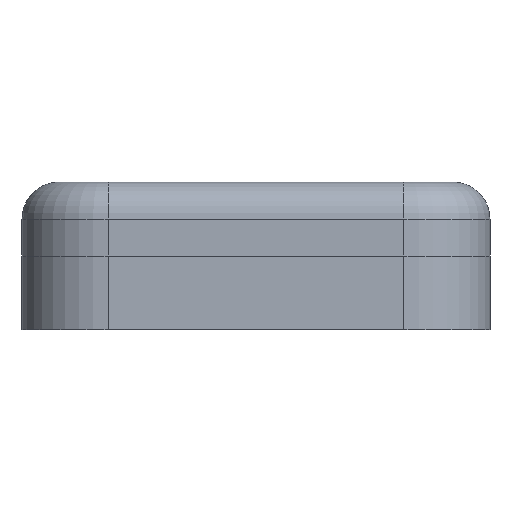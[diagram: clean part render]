
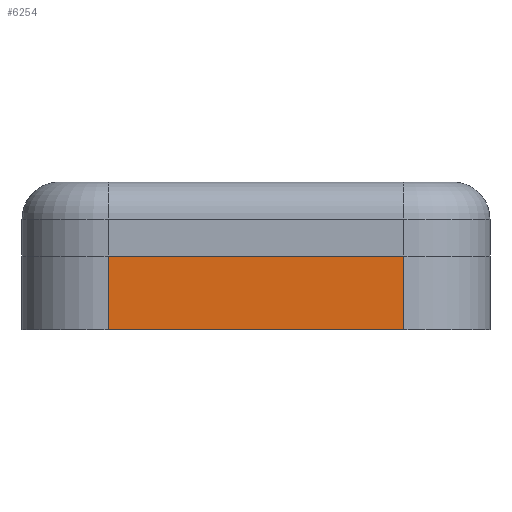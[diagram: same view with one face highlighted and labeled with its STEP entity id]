
A CAD part, front view. The second image highlights one B-rep face of the part: STEP entity #6254.
In plain terms, the highlighted planar face has unit normal (0, -1, 0).
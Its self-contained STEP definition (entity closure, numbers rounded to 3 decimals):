
#836 = PLANE('',#837);
#837 = AXIS2_PLACEMENT_3D('',#838,#839,#840);
#838 = CARTESIAN_POINT('',(1.,0.,0.));
#839 = DIRECTION('',(-0.,-0.,-1.));
#840 = DIRECTION('',(-1.,0.,0.));
#2913 = VERTEX_POINT('',#2914);
#2914 = CARTESIAN_POINT('',(13.,-42.,0.));
#2929 = CYLINDRICAL_SURFACE('',#2930,7.);
#2930 = AXIS2_PLACEMENT_3D('',#2931,#2932,#2933);
#2931 = CARTESIAN_POINT('',(13.,-35.,0.));
#2932 = DIRECTION('',(0.,0.,1.));
#2933 = DIRECTION('',(1.,0.,0.));
#2941 = EDGE_CURVE('',#2942,#2913,#2944,.T.);
#2942 = VERTEX_POINT('',#2943);
#2943 = CARTESIAN_POINT('',(-11.,-42.,0.));
#2944 = SURFACE_CURVE('',#2945,(#2949,#2956),.PCURVE_S1.);
#2945 = LINE('',#2946,#2947);
#2946 = CARTESIAN_POINT('',(-18.,-42.,0.));
#2947 = VECTOR('',#2948,1.);
#2948 = DIRECTION('',(1.,0.,0.));
#2949 = PCURVE('',#836,#2950);
#2950 = DEFINITIONAL_REPRESENTATION('',(#2951),#2955);
#2951 = LINE('',#2952,#2953);
#2952 = CARTESIAN_POINT('',(19.,-42.));
#2953 = VECTOR('',#2954,1.);
#2954 = DIRECTION('',(-1.,0.));
#2955 = ( GEOMETRIC_REPRESENTATION_CONTEXT(2) 
PARAMETRIC_REPRESENTATION_CONTEXT() REPRESENTATION_CONTEXT('2D SPACE',''
  ) );
#2956 = PCURVE('',#2957,#2962);
#2957 = PLANE('',#2958);
#2958 = AXIS2_PLACEMENT_3D('',#2959,#2960,#2961);
#2959 = CARTESIAN_POINT('',(-18.,-42.,0.));
#2960 = DIRECTION('',(0.,1.,0.));
#2961 = DIRECTION('',(0.,0.,1.));
#2962 = DEFINITIONAL_REPRESENTATION('',(#2963),#2967);
#2963 = LINE('',#2964,#2965);
#2964 = CARTESIAN_POINT('',(0.,0.));
#2965 = VECTOR('',#2966,1.);
#2966 = DIRECTION('',(0.,1.));
#2967 = ( GEOMETRIC_REPRESENTATION_CONTEXT(2) 
PARAMETRIC_REPRESENTATION_CONTEXT() REPRESENTATION_CONTEXT('2D SPACE',''
  ) );
#2988 = CYLINDRICAL_SURFACE('',#2989,7.);
#2989 = AXIS2_PLACEMENT_3D('',#2990,#2991,#2992);
#2990 = CARTESIAN_POINT('',(-11.,-35.,0.));
#2991 = DIRECTION('',(0.,0.,1.));
#2992 = DIRECTION('',(-1.,0.,0.));
#5216 = PLANE('',#5217);
#5217 = AXIS2_PLACEMENT_3D('',#5218,#5219,#5220);
#5218 = CARTESIAN_POINT('',(1.,0.,6.));
#5219 = DIRECTION('',(0.,0.,1.));
#5220 = DIRECTION('',(1.,0.,0.));
#6155 = EDGE_CURVE('',#2942,#6156,#6158,.T.);
#6156 = VERTEX_POINT('',#6157);
#6157 = CARTESIAN_POINT('',(-11.,-42.,6.));
#6158 = SURFACE_CURVE('',#6159,(#6163,#6170),.PCURVE_S1.);
#6159 = LINE('',#6160,#6161);
#6160 = CARTESIAN_POINT('',(-11.,-42.,0.));
#6161 = VECTOR('',#6162,1.);
#6162 = DIRECTION('',(0.,0.,1.));
#6163 = PCURVE('',#2988,#6164);
#6164 = DEFINITIONAL_REPRESENTATION('',(#6165),#6169);
#6165 = LINE('',#6166,#6167);
#6166 = CARTESIAN_POINT('',(1.571,0.));
#6167 = VECTOR('',#6168,1.);
#6168 = DIRECTION('',(0.,1.));
#6169 = ( GEOMETRIC_REPRESENTATION_CONTEXT(2) 
PARAMETRIC_REPRESENTATION_CONTEXT() REPRESENTATION_CONTEXT('2D SPACE',''
  ) );
#6170 = PCURVE('',#2957,#6171);
#6171 = DEFINITIONAL_REPRESENTATION('',(#6172),#6176);
#6172 = LINE('',#6173,#6174);
#6173 = CARTESIAN_POINT('',(0.,7.));
#6174 = VECTOR('',#6175,1.);
#6175 = DIRECTION('',(1.,0.));
#6176 = ( GEOMETRIC_REPRESENTATION_CONTEXT(2) 
PARAMETRIC_REPRESENTATION_CONTEXT() REPRESENTATION_CONTEXT('2D SPACE',''
  ) );
#6254 = ADVANCED_FACE('',(#6255),#2957,.F.);
#6255 = FACE_BOUND('',#6256,.F.);
#6256 = EDGE_LOOP('',(#6257,#6258,#6259,#6282));
#6257 = ORIENTED_EDGE('',*,*,#2941,.F.);
#6258 = ORIENTED_EDGE('',*,*,#6155,.T.);
#6259 = ORIENTED_EDGE('',*,*,#6260,.T.);
#6260 = EDGE_CURVE('',#6156,#6261,#6263,.T.);
#6261 = VERTEX_POINT('',#6262);
#6262 = CARTESIAN_POINT('',(13.,-42.,6.));
#6263 = SURFACE_CURVE('',#6264,(#6268,#6275),.PCURVE_S1.);
#6264 = LINE('',#6265,#6266);
#6265 = CARTESIAN_POINT('',(-18.,-42.,6.));
#6266 = VECTOR('',#6267,1.);
#6267 = DIRECTION('',(1.,0.,0.));
#6268 = PCURVE('',#2957,#6269);
#6269 = DEFINITIONAL_REPRESENTATION('',(#6270),#6274);
#6270 = LINE('',#6271,#6272);
#6271 = CARTESIAN_POINT('',(6.,0.));
#6272 = VECTOR('',#6273,1.);
#6273 = DIRECTION('',(0.,1.));
#6274 = ( GEOMETRIC_REPRESENTATION_CONTEXT(2) 
PARAMETRIC_REPRESENTATION_CONTEXT() REPRESENTATION_CONTEXT('2D SPACE',''
  ) );
#6275 = PCURVE('',#5216,#6276);
#6276 = DEFINITIONAL_REPRESENTATION('',(#6277),#6281);
#6277 = LINE('',#6278,#6279);
#6278 = CARTESIAN_POINT('',(-19.,-42.));
#6279 = VECTOR('',#6280,1.);
#6280 = DIRECTION('',(1.,-0.));
#6281 = ( GEOMETRIC_REPRESENTATION_CONTEXT(2) 
PARAMETRIC_REPRESENTATION_CONTEXT() REPRESENTATION_CONTEXT('2D SPACE',''
  ) );
#6282 = ORIENTED_EDGE('',*,*,#6283,.F.);
#6283 = EDGE_CURVE('',#2913,#6261,#6284,.T.);
#6284 = SURFACE_CURVE('',#6285,(#6289,#6296),.PCURVE_S1.);
#6285 = LINE('',#6286,#6287);
#6286 = CARTESIAN_POINT('',(13.,-42.,0.));
#6287 = VECTOR('',#6288,1.);
#6288 = DIRECTION('',(0.,0.,1.));
#6289 = PCURVE('',#2957,#6290);
#6290 = DEFINITIONAL_REPRESENTATION('',(#6291),#6295);
#6291 = LINE('',#6292,#6293);
#6292 = CARTESIAN_POINT('',(0.,31.));
#6293 = VECTOR('',#6294,1.);
#6294 = DIRECTION('',(1.,0.));
#6295 = ( GEOMETRIC_REPRESENTATION_CONTEXT(2) 
PARAMETRIC_REPRESENTATION_CONTEXT() REPRESENTATION_CONTEXT('2D SPACE',''
  ) );
#6296 = PCURVE('',#2929,#6297);
#6297 = DEFINITIONAL_REPRESENTATION('',(#6298),#6302);
#6298 = LINE('',#6299,#6300);
#6299 = CARTESIAN_POINT('',(-1.571,0.));
#6300 = VECTOR('',#6301,1.);
#6301 = DIRECTION('',(-0.,1.));
#6302 = ( GEOMETRIC_REPRESENTATION_CONTEXT(2) 
PARAMETRIC_REPRESENTATION_CONTEXT() REPRESENTATION_CONTEXT('2D SPACE',''
  ) );
